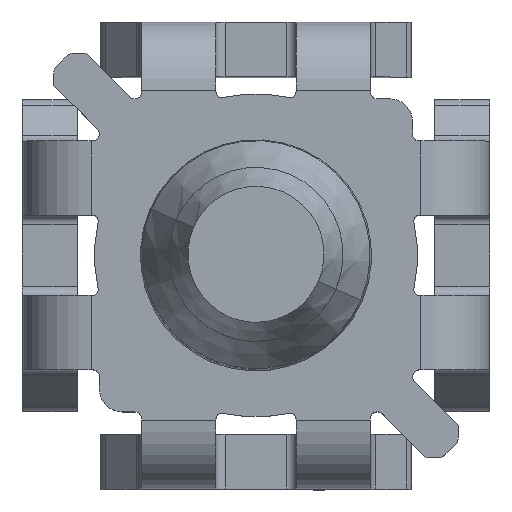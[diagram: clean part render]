
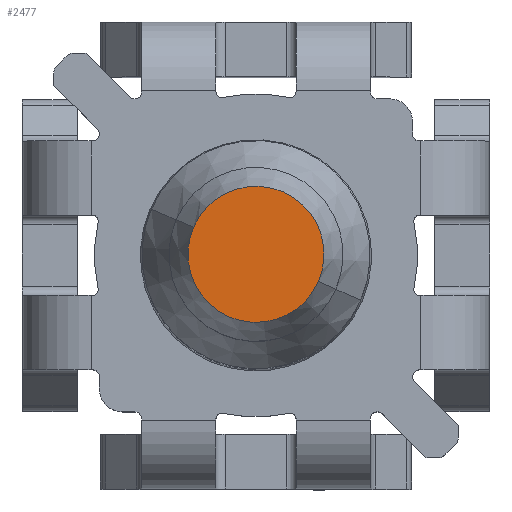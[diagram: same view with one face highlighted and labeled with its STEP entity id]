
A CAD part, top view. The second image highlights one B-rep face of the part: STEP entity #2477.
In plain terms, the highlighted planar face has unit normal (0, 0, 1).
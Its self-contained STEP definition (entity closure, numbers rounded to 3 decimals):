
#881 = DIRECTION ( 'NONE',  ( 0., 0., -1. ) ) ;
#962 = CIRCLE ( 'NONE', #26863, 1.486 ) ;
#979 = CARTESIAN_POINT ( 'NONE',  ( -2.244, 4.508, 13.3 ) ) ;
#1290 = FACE_OUTER_BOUND ( 'NONE', #6800, .T. ) ;
#2327 = CARTESIAN_POINT ( 'NONE',  ( -3.606, 5.1, 13.3 ) ) ;
#2477 = ADVANCED_FACE ( 'NONE', ( #1290 ), #26517, .T. ) ;
#2516 = DIRECTION ( 'NONE',  ( 0.917, -0.399, 0. ) ) ;
#3087 = DIRECTION ( 'NONE',  ( 0.399, 0.917, 0. ) ) ;
#5206 = EDGE_CURVE ( 'NONE', #19870, #14273, #962, .T. ) ;
#6586 = AXIS2_PLACEMENT_3D ( 'NONE', #2327, #7078, #2516 ) ;
#6800 = EDGE_LOOP ( 'NONE', ( #10969, #24663 ) ) ;
#6856 = CARTESIAN_POINT ( 'NONE',  ( -3.606, 5.1, 13.3 ) ) ;
#7078 = DIRECTION ( 'NONE',  ( 0., 0., 1. ) ) ;
#10969 = ORIENTED_EDGE ( 'NONE', *, *, #5206, .F. ) ;
#13745 = EDGE_CURVE ( 'NONE', #14273, #19870, #20447, .T. ) ;
#14273 = VERTEX_POINT ( 'NONE', #15656 ) ;
#15656 = CARTESIAN_POINT ( 'NONE',  ( -4.969, 5.692, 13.3 ) ) ;
#18640 = AXIS2_PLACEMENT_3D ( 'NONE', #27387, #881, #3087 ) ;
#19870 = VERTEX_POINT ( 'NONE', #979 ) ;
#20447 = CIRCLE ( 'NONE', #18640, 1.486 ) ;
#22304 = DIRECTION ( 'NONE',  ( 0.399, 0.917, 0. ) ) ;
#24663 = ORIENTED_EDGE ( 'NONE', *, *, #13745, .F. ) ;
#26517 = PLANE ( 'NONE',  #6586 ) ;
#26863 = AXIS2_PLACEMENT_3D ( 'NONE', #6856, #28720, #22304 ) ;
#27387 = CARTESIAN_POINT ( 'NONE',  ( -3.606, 5.1, 13.3 ) ) ;
#28720 = DIRECTION ( 'NONE',  ( 0., 0., -1. ) ) ;
